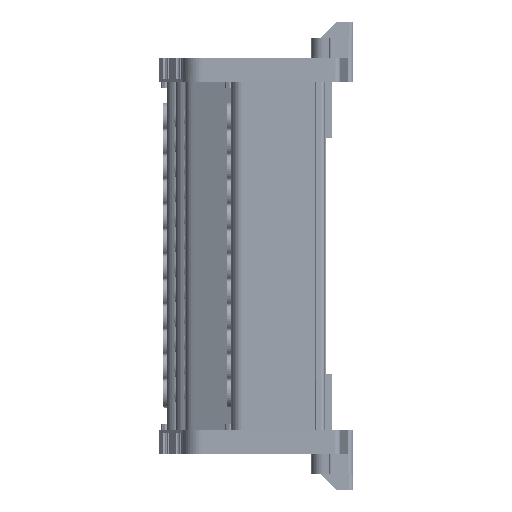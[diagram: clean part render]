
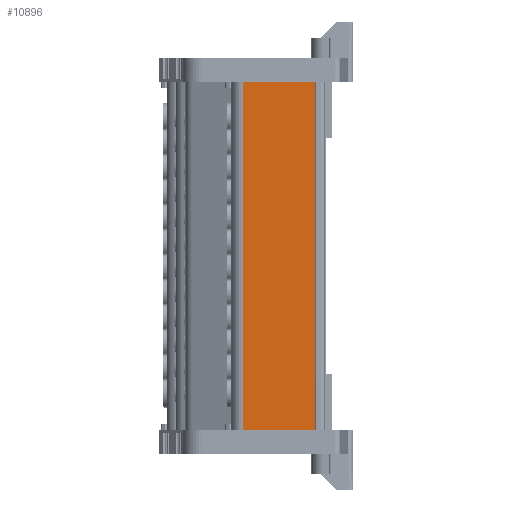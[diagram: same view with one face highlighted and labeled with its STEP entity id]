
A CAD part, left-side view. The second image highlights one B-rep face of the part: STEP entity #10896.
In plain terms, the highlighted planar face has unit normal (-1, 0.018, 0).
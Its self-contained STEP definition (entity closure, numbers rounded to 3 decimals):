
#2295 = FACE_OUTER_BOUND ( 'NONE', #132225, .T. ) ;
#2346 = DIRECTION ( 'NONE',  ( -0.017, -1., 0. ) ) ;
#2361 = CARTESIAN_POINT ( 'NONE',  ( 352.869, -109.702, 172.736 ) ) ;
#2428 = DIRECTION ( 'NONE',  ( -1., 0.017, 0. ) ) ;
#2456 = PLANE ( 'NONE',  #112952 ) ;
#10431 = EDGE_CURVE ( 'NONE', #30299, #30180, #17753, .T. ) ;
#10896 = ADVANCED_FACE ( 'NONE', ( #2295 ), #2456, .T. ) ;
#17648 = CARTESIAN_POINT ( 'NONE',  ( 352.869, -109.702, 9.295 ) ) ;
#17753 = LINE ( 'NONE', #17648, #71850 ) ;
#17795 = DIRECTION ( 'NONE',  ( 0.017, 1., 0. ) ) ;
#19196 = VERTEX_POINT ( 'NONE', #39697 ) ;
#19202 = VERTEX_POINT ( 'NONE', #39706 ) ;
#30180 = VERTEX_POINT ( 'NONE', #60316 ) ;
#30299 = VERTEX_POINT ( 'NONE', #60481 ) ;
#38978 = ORIENTED_EDGE ( 'NONE', *, *, #102071, .T. ) ;
#39018 = ORIENTED_EDGE ( 'NONE', *, *, #10431, .F. ) ;
#39049 = ORIENTED_EDGE ( 'NONE', *, *, #101463, .T. ) ;
#39065 = ORIENTED_EDGE ( 'NONE', *, *, #76989, .F. ) ;
#39697 = CARTESIAN_POINT ( 'NONE',  ( 353.201, -90.673, 96.295 ) ) ;
#39706 = CARTESIAN_POINT ( 'NONE',  ( 352.869, -109.702, 96.295 ) ) ;
#60316 = CARTESIAN_POINT ( 'NONE',  ( 353.201, -90.673, 9.295 ) ) ;
#60481 = CARTESIAN_POINT ( 'NONE',  ( 352.869, -109.702, 9.295 ) ) ;
#64812 = CARTESIAN_POINT ( 'NONE',  ( 352.869, -109.702, 96.295 ) ) ;
#64839 = LINE ( 'NONE', #64812, #142012 ) ;
#64848 = DIRECTION ( 'NONE',  ( 0.017, 1., 0. ) ) ;
#71850 = VECTOR ( 'NONE', #17795, 1000. ) ;
#76989 = EDGE_CURVE ( 'NONE', #30180, #19196, #145709, .T. ) ;
#101463 = EDGE_CURVE ( 'NONE', #30299, #19202, #147343, .T. ) ;
#102071 = EDGE_CURVE ( 'NONE', #19202, #19196, #64839, .T. ) ;
#112952 = AXIS2_PLACEMENT_3D ( 'NONE', #2361, #2428, #2346 ) ;
#132225 = EDGE_LOOP ( 'NONE', ( #39018, #39049, #38978, #39065 ) ) ;
#141262 = VECTOR ( 'NONE', #147345, 1000. ) ;
#142012 = VECTOR ( 'NONE', #64848, 1000. ) ;
#145709 = LINE ( 'NONE', #145816, #156712 ) ;
#145795 = DIRECTION ( 'NONE',  ( 0., 0., 1. ) ) ;
#145816 = CARTESIAN_POINT ( 'NONE',  ( 353.201, -90.673, 172.736 ) ) ;
#147322 = CARTESIAN_POINT ( 'NONE',  ( 352.869, -109.702, 172.736 ) ) ;
#147343 = LINE ( 'NONE', #147322, #141262 ) ;
#147345 = DIRECTION ( 'NONE',  ( 0., 0., 1. ) ) ;
#156712 = VECTOR ( 'NONE', #145795, 1000. ) ;
